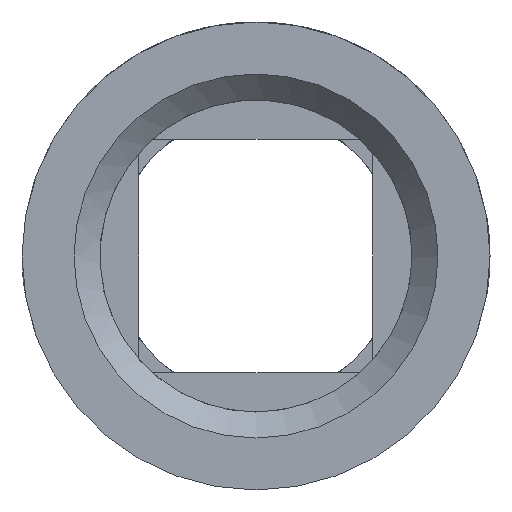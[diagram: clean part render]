
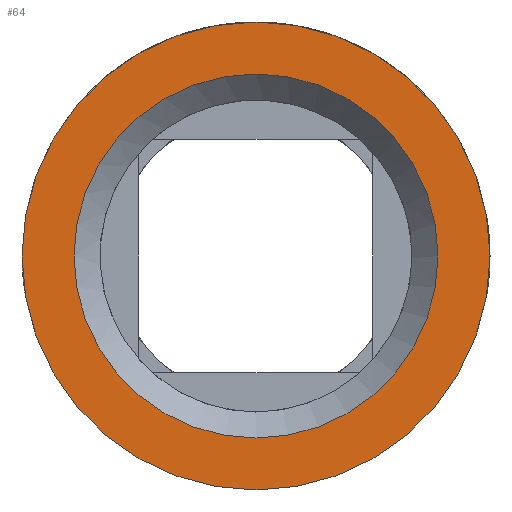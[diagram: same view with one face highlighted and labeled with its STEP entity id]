
A CAD part, left-side view. The second image highlights one B-rep face of the part: STEP entity #64.
In plain terms, the highlighted planar face has unit normal (-1, 0, 0).
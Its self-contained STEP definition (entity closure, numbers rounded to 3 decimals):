
#64 = ADVANCED_FACE( '', ( #161, #162 ), #163, .F. );
#161 = FACE_BOUND( '', #302, .T. );
#162 = FACE_OUTER_BOUND( '', #303, .T. );
#163 = PLANE( '', #304 );
#302 = EDGE_LOOP( '', ( #437 ) );
#303 = EDGE_LOOP( '', ( #438 ) );
#304 = AXIS2_PLACEMENT_3D( '', #439, #440, #441 );
#437 = ORIENTED_EDGE( '', *, *, #785, .T. );
#438 = ORIENTED_EDGE( '', *, *, #786, .T. );
#439 = CARTESIAN_POINT( '', ( -27.26, 9., 0. ) );
#440 = DIRECTION( '', ( 1., 0., 0. ) );
#441 = DIRECTION( '', ( 0., 0., -1. ) );
#785 = EDGE_CURVE( '', #919, #919, #920, .T. );
#786 = EDGE_CURVE( '', #921, #921, #922, .T. );
#919 = VERTEX_POINT( '', #1119 );
#920 = CIRCLE( '', #1120, 7. );
#921 = VERTEX_POINT( '', #1121 );
#922 = CIRCLE( '', #1122, 9. );
#1119 = CARTESIAN_POINT( '', ( -27.26, 0., -7. ) );
#1120 = AXIS2_PLACEMENT_3D( '', #1574, #1575, #1576 );
#1121 = CARTESIAN_POINT( '', ( -27.26, 0., 9. ) );
#1122 = AXIS2_PLACEMENT_3D( '', #1577, #1578, #1579 );
#1574 = CARTESIAN_POINT( '', ( -27.26, 0., 0. ) );
#1575 = DIRECTION( '', ( 1., 0., 0. ) );
#1576 = DIRECTION( '', ( 0., 0., -1. ) );
#1577 = CARTESIAN_POINT( '', ( -27.26, 0., 0. ) );
#1578 = DIRECTION( '', ( -1., 0., 0. ) );
#1579 = DIRECTION( '', ( 0., 0., 1. ) );
